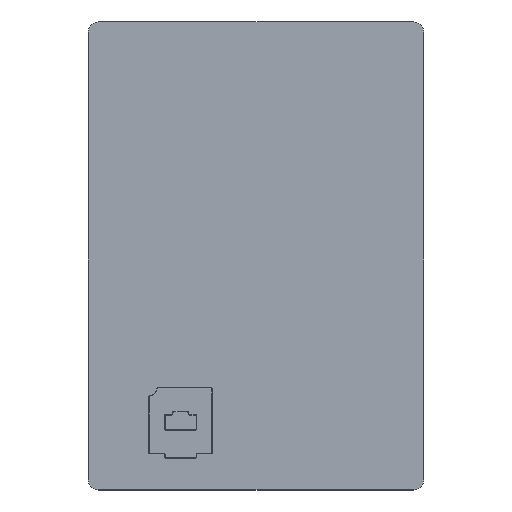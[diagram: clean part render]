
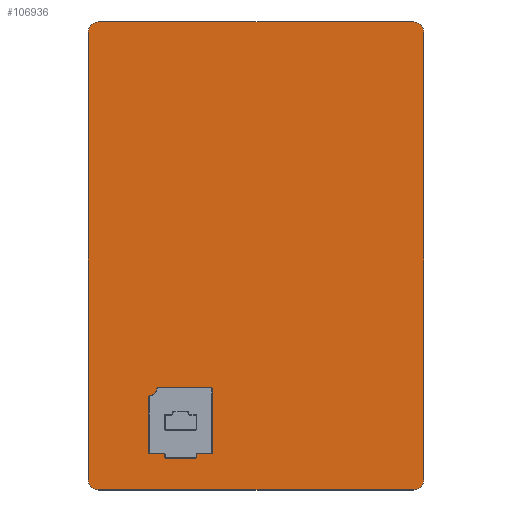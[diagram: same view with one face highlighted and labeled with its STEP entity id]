
A CAD part, top view. The second image highlights one B-rep face of the part: STEP entity #106936.
In plain terms, the highlighted planar face has unit normal (0, 0, 1).
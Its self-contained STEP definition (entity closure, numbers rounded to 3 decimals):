
#1571=FACE_BOUND('',#14867,.T.);
#4372=CIRCLE('',#114284,0.62);
#4373=CIRCLE('',#114286,0.38);
#4378=CIRCLE('',#114294,0.38);
#4379=CIRCLE('',#114296,0.38);
#4384=CIRCLE('',#114304,0.38);
#4385=CIRCLE('',#114306,0.62);
#4388=CIRCLE('',#114310,3.122);
#4391=CIRCLE('',#114315,0.38);
#4392=CIRCLE('',#114317,0.38);
#4396=CIRCLE('',#114324,0.38);
#4447=CIRCLE('',#114426,4.);
#4448=CIRCLE('',#114427,4.);
#4449=CIRCLE('',#114428,4.);
#4450=CIRCLE('',#114429,4.);
#8841=FACE_OUTER_BOUND('',#14866,.T.);
#14866=EDGE_LOOP('',(#77431,#77432,#77433,#77434,#77435,#77436,#77437,#77438));
#14867=EDGE_LOOP('',(#77439,#77440,#77441,#77442,#77443,#77444,#77445,#77446,
#77447,#77448,#77449,#77450,#77451,#77452,#77453,#77454,#77455,#77456));
#23290=LINE('',#168580,#33957);
#23291=LINE('',#168592,#33958);
#23292=LINE('',#168595,#33959);
#23293=LINE('',#168608,#33960);
#23294=LINE('',#168611,#33961);
#23295=LINE('',#168627,#33962);
#23296=LINE('',#168640,#33963);
#23297=LINE('',#168643,#33964);
#23298=LINE('',#168750,#33965);
#23299=LINE('',#168754,#33966);
#23300=LINE('',#168758,#33967);
#23301=LINE('',#168762,#33968);
#33957=VECTOR('',#132456,10.);
#33958=VECTOR('',#132473,10.);
#33959=VECTOR('',#132476,10.);
#33960=VECTOR('',#132495,10.);
#33961=VECTOR('',#132498,10.);
#33962=VECTOR('',#132521,10.);
#33963=VECTOR('',#132540,10.);
#33964=VECTOR('',#132543,10.);
#33965=VECTOR('',#132752,1000.);
#33966=VECTOR('',#132755,1000.);
#33967=VECTOR('',#132758,1000.);
#33968=VECTOR('',#132761,1000.);
#44170=VERTEX_POINT('',#168576);
#44171=VERTEX_POINT('',#168578);
#44172=VERTEX_POINT('',#168582);
#44173=VERTEX_POINT('',#168586);
#44174=VERTEX_POINT('',#168590);
#44175=VERTEX_POINT('',#168594);
#44176=VERTEX_POINT('',#168598);
#44177=VERTEX_POINT('',#168602);
#44178=VERTEX_POINT('',#168606);
#44179=VERTEX_POINT('',#168610);
#44180=VERTEX_POINT('',#168614);
#44181=VERTEX_POINT('',#168618);
#44182=VERTEX_POINT('',#168622);
#44183=VERTEX_POINT('',#168626);
#44184=VERTEX_POINT('',#168630);
#44185=VERTEX_POINT('',#168634);
#44186=VERTEX_POINT('',#168638);
#44187=VERTEX_POINT('',#168642);
#44188=VERTEX_POINT('',#168748);
#44189=VERTEX_POINT('',#168749);
#44190=VERTEX_POINT('',#168751);
#44191=VERTEX_POINT('',#168753);
#44192=VERTEX_POINT('',#168755);
#44193=VERTEX_POINT('',#168757);
#44194=VERTEX_POINT('',#168759);
#44195=VERTEX_POINT('',#168761);
#55968=EDGE_CURVE('',#44171,#44170,#23290,.T.);
#55970=EDGE_CURVE('',#44171,#44172,#4372,.T.);
#55971=EDGE_CURVE('',#44170,#44173,#4373,.T.);
#55974=EDGE_CURVE('',#44174,#44172,#23291,.T.);
#55975=EDGE_CURVE('',#44173,#44175,#23292,.T.);
#55978=EDGE_CURVE('',#44176,#44174,#4378,.T.);
#55979=EDGE_CURVE('',#44175,#44177,#4379,.T.);
#55982=EDGE_CURVE('',#44178,#44176,#23293,.T.);
#55983=EDGE_CURVE('',#44177,#44179,#23294,.T.);
#55986=EDGE_CURVE('',#44180,#44178,#4384,.T.);
#55987=EDGE_CURVE('',#44181,#44179,#4385,.T.);
#55990=EDGE_CURVE('',#44180,#44182,#4388,.T.);
#55991=EDGE_CURVE('',#44181,#44183,#23295,.T.);
#55994=EDGE_CURVE('',#44184,#44182,#4391,.T.);
#55995=EDGE_CURVE('',#44183,#44185,#4392,.T.);
#55998=EDGE_CURVE('',#44186,#44184,#23296,.T.);
#55999=EDGE_CURVE('',#44185,#44187,#23297,.T.);
#56001=EDGE_CURVE('',#44187,#44186,#4396,.T.);
#56052=EDGE_CURVE('',#44188,#44189,#23298,.T.);
#56053=EDGE_CURVE('',#44189,#44190,#4447,.T.);
#56054=EDGE_CURVE('',#44190,#44191,#23299,.T.);
#56055=EDGE_CURVE('',#44191,#44192,#4448,.T.);
#56056=EDGE_CURVE('',#44192,#44193,#23300,.T.);
#56057=EDGE_CURVE('',#44193,#44194,#4449,.T.);
#56058=EDGE_CURVE('',#44194,#44195,#23301,.T.);
#56059=EDGE_CURVE('',#44195,#44188,#4450,.T.);
#77431=ORIENTED_EDGE('',*,*,#56052,.T.);
#77432=ORIENTED_EDGE('',*,*,#56053,.T.);
#77433=ORIENTED_EDGE('',*,*,#56054,.T.);
#77434=ORIENTED_EDGE('',*,*,#56055,.T.);
#77435=ORIENTED_EDGE('',*,*,#56056,.T.);
#77436=ORIENTED_EDGE('',*,*,#56057,.T.);
#77437=ORIENTED_EDGE('',*,*,#56058,.T.);
#77438=ORIENTED_EDGE('',*,*,#56059,.T.);
#77439=ORIENTED_EDGE('',*,*,#55968,.F.);
#77440=ORIENTED_EDGE('',*,*,#55970,.T.);
#77441=ORIENTED_EDGE('',*,*,#55974,.F.);
#77442=ORIENTED_EDGE('',*,*,#55978,.F.);
#77443=ORIENTED_EDGE('',*,*,#55982,.F.);
#77444=ORIENTED_EDGE('',*,*,#55986,.F.);
#77445=ORIENTED_EDGE('',*,*,#55990,.T.);
#77446=ORIENTED_EDGE('',*,*,#55994,.F.);
#77447=ORIENTED_EDGE('',*,*,#55998,.F.);
#77448=ORIENTED_EDGE('',*,*,#56001,.F.);
#77449=ORIENTED_EDGE('',*,*,#55999,.F.);
#77450=ORIENTED_EDGE('',*,*,#55995,.F.);
#77451=ORIENTED_EDGE('',*,*,#55991,.F.);
#77452=ORIENTED_EDGE('',*,*,#55987,.T.);
#77453=ORIENTED_EDGE('',*,*,#55983,.F.);
#77454=ORIENTED_EDGE('',*,*,#55979,.F.);
#77455=ORIENTED_EDGE('',*,*,#55975,.F.);
#77456=ORIENTED_EDGE('',*,*,#55971,.F.);
#96083=PLANE('',#114425);
#106936=ADVANCED_FACE('',(#8841,#1571),#96083,.F.);
#114284=AXIS2_PLACEMENT_3D('',#168584,#132461,#132462);
#114286=AXIS2_PLACEMENT_3D('',#168587,#132465,#132466);
#114294=AXIS2_PLACEMENT_3D('',#168600,#132483,#132484);
#114296=AXIS2_PLACEMENT_3D('',#168603,#132487,#132488);
#114304=AXIS2_PLACEMENT_3D('',#168616,#132505,#132506);
#114306=AXIS2_PLACEMENT_3D('',#168619,#132509,#132510);
#114310=AXIS2_PLACEMENT_3D('',#168624,#132517,#132518);
#114315=AXIS2_PLACEMENT_3D('',#168632,#132528,#132529);
#114317=AXIS2_PLACEMENT_3D('',#168635,#132532,#132533);
#114324=AXIS2_PLACEMENT_3D('',#168646,#132548,#132549);
#114425=AXIS2_PLACEMENT_3D('',#168747,#132750,#132751);
#114426=AXIS2_PLACEMENT_3D('',#168752,#132753,#132754);
#114427=AXIS2_PLACEMENT_3D('',#168756,#132756,#132757);
#114428=AXIS2_PLACEMENT_3D('',#168760,#132759,#132760);
#114429=AXIS2_PLACEMENT_3D('',#168763,#132762,#132763);
#132456=DIRECTION('',(0.,-1.,0.));
#132461=DIRECTION('center_axis',(0.,0.,1.));
#132462=DIRECTION('ref_axis',(1.,0.,0.));
#132465=DIRECTION('center_axis',(0.,0.,1.));
#132466=DIRECTION('ref_axis',(1.,0.,0.));
#132473=DIRECTION('',(1.,0.,0.));
#132476=DIRECTION('',(1.,0.,0.));
#132483=DIRECTION('center_axis',(0.,0.,1.));
#132484=DIRECTION('ref_axis',(1.,0.,0.));
#132487=DIRECTION('center_axis',(0.,0.,1.));
#132488=DIRECTION('ref_axis',(1.,0.,0.));
#132495=DIRECTION('',(0.,-1.,0.));
#132498=DIRECTION('',(0.,1.,0.));
#132505=DIRECTION('center_axis',(0.,0.,1.));
#132506=DIRECTION('ref_axis',(1.,0.,0.));
#132509=DIRECTION('center_axis',(0.,0.,1.));
#132510=DIRECTION('ref_axis',(1.,0.,0.));
#132517=DIRECTION('center_axis',(0.,0.,1.));
#132518=DIRECTION('ref_axis',(1.,0.,0.));
#132521=DIRECTION('',(1.,0.,0.));
#132528=DIRECTION('center_axis',(0.,0.,1.));
#132529=DIRECTION('ref_axis',(1.,0.,0.));
#132532=DIRECTION('center_axis',(0.,0.,1.));
#132533=DIRECTION('ref_axis',(1.,0.,0.));
#132540=DIRECTION('',(-1.,0.,0.));
#132543=DIRECTION('',(0.,1.,0.));
#132548=DIRECTION('center_axis',(0.,0.,1.));
#132549=DIRECTION('ref_axis',(1.,0.,0.));
#132750=DIRECTION('center_axis',(0.,0.,-1.));
#132751=DIRECTION('ref_axis',(-1.,0.,0.));
#132752=DIRECTION('',(0.,-1.,0.));
#132753=DIRECTION('center_axis',(0.,0.,1.));
#132754=DIRECTION('ref_axis',(-1.,0.,0.));
#132755=DIRECTION('',(1.,0.,0.));
#132756=DIRECTION('center_axis',(0.,0.,1.));
#132757=DIRECTION('ref_axis',(-1.,0.,0.));
#132758=DIRECTION('',(0.,1.,0.));
#132759=DIRECTION('center_axis',(0.,0.,1.));
#132760=DIRECTION('ref_axis',(-1.,0.,0.));
#132761=DIRECTION('',(-1.,0.,0.));
#132762=DIRECTION('center_axis',(0.,0.,1.));
#132763=DIRECTION('ref_axis',(-1.,0.,0.));
#168576=CARTESIAN_POINT('',(16.593,2.,177.));
#168578=CARTESIAN_POINT('',(16.593,2.7,177.));
#168580=CARTESIAN_POINT('',(16.593,3.2,177.));
#168582=CARTESIAN_POINT('',(15.973,3.32,177.));
#168584=CARTESIAN_POINT('Origin',(15.973,2.7,177.));
#168586=CARTESIAN_POINT('',(16.973,1.62,177.));
#168587=CARTESIAN_POINT('Origin',(16.973,2.,177.));
#168590=CARTESIAN_POINT('',(10.973,3.32,177.));
#168592=CARTESIAN_POINT('',(10.473,3.32,177.));
#168594=CARTESIAN_POINT('',(27.973,1.62,177.));
#168595=CARTESIAN_POINT('',(16.473,1.62,177.));
#168598=CARTESIAN_POINT('',(10.593,3.7,177.));
#168600=CARTESIAN_POINT('Origin',(10.973,3.7,177.));
#168602=CARTESIAN_POINT('',(28.353,2.,177.));
#168603=CARTESIAN_POINT('Origin',(27.973,2.,177.));
#168606=CARTESIAN_POINT('',(10.593,24.734,177.));
#168608=CARTESIAN_POINT('',(10.593,3.2,177.));
#168610=CARTESIAN_POINT('',(28.353,2.7,177.));
#168611=CARTESIAN_POINT('',(28.353,3.2,177.));
#168614=CARTESIAN_POINT('',(10.919,25.11,177.));
#168616=CARTESIAN_POINT('Origin',(10.973,24.734,177.));
#168618=CARTESIAN_POINT('',(28.973,3.32,177.));
#168619=CARTESIAN_POINT('Origin',(28.973,2.7,177.));
#168622=CARTESIAN_POINT('',(13.563,27.754,177.));
#168624=CARTESIAN_POINT('Origin',(10.473,28.2,177.));
#168626=CARTESIAN_POINT('',(33.973,3.32,177.));
#168627=CARTESIAN_POINT('',(28.473,3.32,177.));
#168630=CARTESIAN_POINT('',(13.939,28.08,177.));
#168632=CARTESIAN_POINT('Origin',(13.939,27.7,177.));
#168634=CARTESIAN_POINT('',(34.353,3.7,177.));
#168635=CARTESIAN_POINT('Origin',(33.973,3.7,177.));
#168638=CARTESIAN_POINT('',(33.973,28.08,177.));
#168640=CARTESIAN_POINT('',(13.475,28.08,177.));
#168642=CARTESIAN_POINT('',(34.353,27.7,177.));
#168643=CARTESIAN_POINT('',(34.353,3.2,177.));
#168646=CARTESIAN_POINT('Origin',(33.973,27.7,177.));
#168747=CARTESIAN_POINT('Origin',(-12.5,-10.5,177.));
#168748=CARTESIAN_POINT('',(-12.5,162.5,177.));
#168749=CARTESIAN_POINT('',(-12.5,-6.5,177.));
#168750=CARTESIAN_POINT('',(-12.5,-10.5,177.));
#168751=CARTESIAN_POINT('',(-8.5,-10.5,177.));
#168752=CARTESIAN_POINT('Origin',(-8.5,-6.5,177.));
#168753=CARTESIAN_POINT('',(110.5,-10.5,177.));
#168754=CARTESIAN_POINT('',(-12.5,-10.5,177.));
#168755=CARTESIAN_POINT('',(114.5,-6.5,177.));
#168756=CARTESIAN_POINT('Origin',(110.5,-6.5,177.));
#168757=CARTESIAN_POINT('',(114.5,162.5,177.));
#168758=CARTESIAN_POINT('',(114.5,-10.5,177.));
#168759=CARTESIAN_POINT('',(110.5,166.5,177.));
#168760=CARTESIAN_POINT('Origin',(110.5,162.5,177.));
#168761=CARTESIAN_POINT('',(-8.5,166.5,177.));
#168762=CARTESIAN_POINT('',(-12.5,166.5,177.));
#168763=CARTESIAN_POINT('Origin',(-8.5,162.5,177.));
